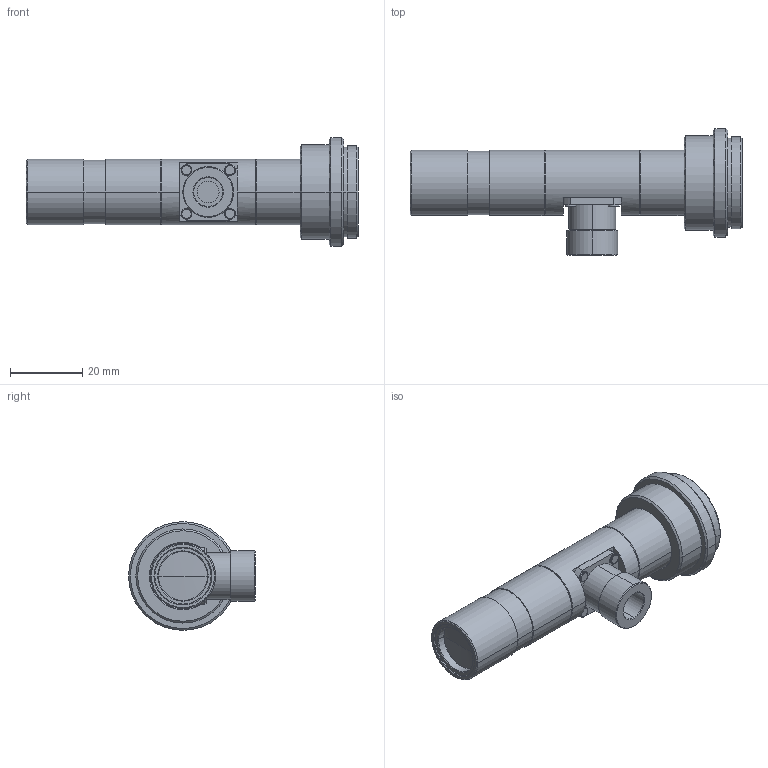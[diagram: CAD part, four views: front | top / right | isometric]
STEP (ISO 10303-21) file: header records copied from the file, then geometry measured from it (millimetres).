
FILE_DESCRIPTION (( 'STEP AP214' ), '1' );
FILE_NAME ('HR-2F-110 3D-Data.STEP', '2017-02-01T07:10:54', ( '' ), ( '' ), 'SwSTEP 2.0', 'SolidWorks 2016', '' );
FILE_SCHEMA (( 'AUTOMOTIVE_DESIGN' ));
Length unit declared in the file: millimetre
Products named in the file (2): HR-2F-110 3D-Data
Bounding box: 91.66 x 35 x 30 mm (x, y, z)
Volume: 26947.4 mm3; surface area: 8789.6 mm2
Topology: 1 solids, 1 shells, 118 faces, 245 edges, 149 vertices
Faces by surface type: cylinder 46, cone 34, plane 28, torus 8, sphere 2
Entity records: 4478 total; most frequent: DIRECTION 633, CARTESIAN_POINT 514, ORIENTED_EDGE 490, AXIS2_PLACEMENT_3D 268, EDGE_CURVE 245, VERTEX_POINT 149, CIRCLE 148, EDGE_LOOP 138
